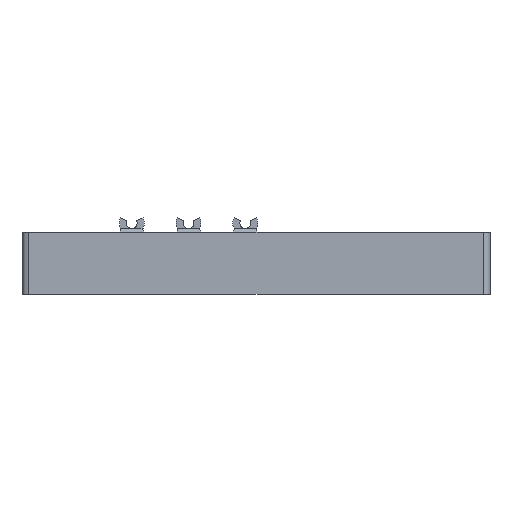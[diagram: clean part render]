
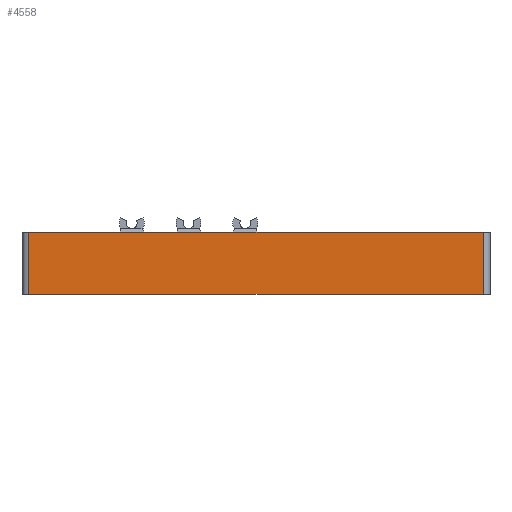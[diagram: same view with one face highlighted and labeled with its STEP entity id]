
A CAD part, front view. The second image highlights one B-rep face of the part: STEP entity #4558.
In plain terms, the highlighted planar face has unit normal (0, -1, 0).
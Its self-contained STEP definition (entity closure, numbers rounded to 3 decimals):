
#573=FACE_OUTER_BOUND('',#845,.T.);
#845=EDGE_LOOP('',(#4094,#4095,#4096,#4097));
#869=LINE('',#6506,#1299);
#1274=LINE('',#8056,#1704);
#1275=LINE('',#8059,#1705);
#1276=LINE('',#8060,#1706);
#1299=VECTOR('',#5117,10.);
#1704=VECTOR('',#6420,10.);
#1705=VECTOR('',#6423,10.);
#1706=VECTOR('',#6424,10.);
#1733=VERTEX_POINT('',#6503);
#1734=VERTEX_POINT('',#6505);
#2134=VERTEX_POINT('',#8054);
#2135=VERTEX_POINT('',#8058);
#2169=EDGE_CURVE('',#1733,#1734,#869,.T.);
#2790=EDGE_CURVE('',#2134,#1734,#1274,.T.);
#2791=EDGE_CURVE('',#2135,#2134,#1275,.T.);
#2792=EDGE_CURVE('',#2135,#1733,#1276,.T.);
#4094=ORIENTED_EDGE('',*,*,#2791,.T.);
#4095=ORIENTED_EDGE('',*,*,#2790,.T.);
#4096=ORIENTED_EDGE('',*,*,#2169,.F.);
#4097=ORIENTED_EDGE('',*,*,#2792,.F.);
#4307=PLANE('',#5047);
#4558=ADVANCED_FACE('',(#573),#4307,.T.);
#5047=AXIS2_PLACEMENT_3D('',#8057,#6421,#6422);
#5117=DIRECTION('',(1.,0.,0.));
#6420=DIRECTION('',(0.,0.,1.));
#6421=DIRECTION('center_axis',(0.,-1.,0.));
#6422=DIRECTION('ref_axis',(1.,0.,0.));
#6423=DIRECTION('',(1.,0.,0.));
#6424=DIRECTION('',(0.,0.,1.));
#6503=CARTESIAN_POINT('',(69.,-146.922,48.175));
#6505=CARTESIAN_POINT('',(197.1,-146.922,48.175));
#6506=CARTESIAN_POINT('',(69.,-146.922,48.175));
#8054=CARTESIAN_POINT('',(197.1,-146.922,30.675));
#8056=CARTESIAN_POINT('',(197.1,-146.922,30.675));
#8057=CARTESIAN_POINT('Origin',(69.,-146.922,30.675));
#8058=CARTESIAN_POINT('',(69.,-146.922,30.675));
#8059=CARTESIAN_POINT('',(69.,-146.922,30.675));
#8060=CARTESIAN_POINT('',(69.,-146.922,30.675));
